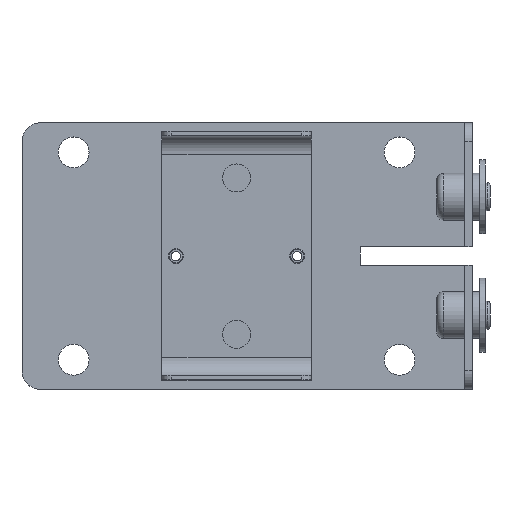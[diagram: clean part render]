
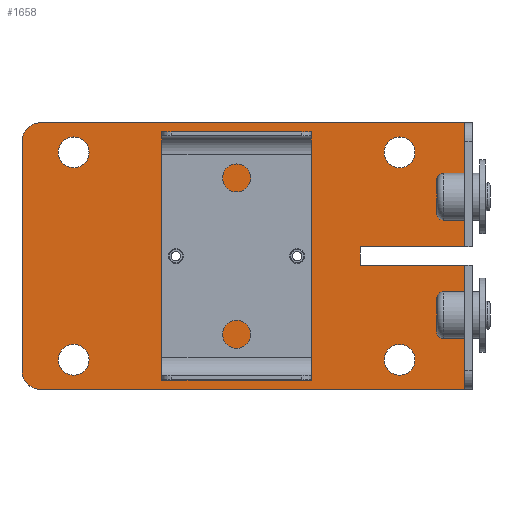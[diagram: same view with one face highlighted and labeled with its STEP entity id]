
A CAD part, top view. The second image highlights one B-rep face of the part: STEP entity #1658.
In plain terms, the highlighted planar face has unit normal (0, 0, 1).
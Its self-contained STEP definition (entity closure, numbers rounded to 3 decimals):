
#63=FACE_BOUND('',#265,.T.);
#64=FACE_BOUND('',#266,.T.);
#65=FACE_BOUND('',#267,.T.);
#66=FACE_BOUND('',#268,.T.);
#67=FACE_BOUND('',#269,.T.);
#68=FACE_BOUND('',#270,.T.);
#107=PLANE('',#1816);
#162=FACE_OUTER_BOUND('',#264,.T.);
#264=EDGE_LOOP('',(#1187,#1188,#1189,#1190,#1191,#1192,#1193,#1194,#1195,
#1196));
#265=EDGE_LOOP('',(#1197));
#266=EDGE_LOOP('',(#1198));
#267=EDGE_LOOP('',(#1199));
#268=EDGE_LOOP('',(#1200));
#269=EDGE_LOOP('',(#1201));
#270=EDGE_LOOP('',(#1202));
#403=LINE('',#2620,#523);
#408=LINE('',#2635,#528);
#414=LINE('',#2646,#534);
#417=LINE('',#2658,#537);
#418=LINE('',#2661,#538);
#419=LINE('',#2663,#539);
#420=LINE('',#2664,#540);
#421=LINE('',#2665,#541);
#523=VECTOR('',#2059,10.);
#528=VECTOR('',#2072,10.);
#534=VECTOR('',#2080,10.);
#537=VECTOR('',#2091,10.);
#538=VECTOR('',#2094,10.);
#539=VECTOR('',#2095,10.);
#540=VECTOR('',#2096,10.);
#541=VECTOR('',#2097,10.);
#637=CIRCLE('',#1798,0.5);
#639=CIRCLE('',#1801,0.5);
#645=CIRCLE('',#1814,2.);
#647=CIRCLE('',#1817,2.);
#648=CIRCLE('',#1818,1.65);
#649=CIRCLE('',#1819,1.65);
#650=CIRCLE('',#1820,1.65);
#651=CIRCLE('',#1821,1.65);
#751=VERTEX_POINT('',#2590);
#753=VERTEX_POINT('',#2596);
#761=VERTEX_POINT('',#2617);
#762=VERTEX_POINT('',#2619);
#767=VERTEX_POINT('',#2632);
#768=VERTEX_POINT('',#2634);
#772=VERTEX_POINT('',#2644);
#773=VERTEX_POINT('',#2648);
#774=VERTEX_POINT('',#2649);
#777=VERTEX_POINT('',#2657);
#778=VERTEX_POINT('',#2660);
#779=VERTEX_POINT('',#2662);
#780=VERTEX_POINT('',#2666);
#781=VERTEX_POINT('',#2668);
#782=VERTEX_POINT('',#2670);
#783=VERTEX_POINT('',#2672);
#909=EDGE_CURVE('',#751,#751,#637,.T.);
#912=EDGE_CURVE('',#753,#753,#639,.T.);
#923=EDGE_CURVE('',#762,#761,#403,.T.);
#930=EDGE_CURVE('',#768,#767,#408,.T.);
#936=EDGE_CURVE('',#767,#772,#414,.T.);
#937=EDGE_CURVE('',#773,#774,#645,.T.);
#941=EDGE_CURVE('',#773,#777,#417,.T.);
#942=EDGE_CURVE('',#768,#777,#647,.T.);
#943=EDGE_CURVE('',#772,#778,#418,.T.);
#944=EDGE_CURVE('',#778,#779,#419,.T.);
#945=EDGE_CURVE('',#779,#762,#420,.T.);
#946=EDGE_CURVE('',#761,#774,#421,.T.);
#947=EDGE_CURVE('',#780,#780,#648,.T.);
#948=EDGE_CURVE('',#781,#781,#649,.T.);
#949=EDGE_CURVE('',#782,#782,#650,.T.);
#950=EDGE_CURVE('',#783,#783,#651,.T.);
#1187=ORIENTED_EDGE('',*,*,#937,.F.);
#1188=ORIENTED_EDGE('',*,*,#941,.T.);
#1189=ORIENTED_EDGE('',*,*,#942,.F.);
#1190=ORIENTED_EDGE('',*,*,#930,.T.);
#1191=ORIENTED_EDGE('',*,*,#936,.T.);
#1192=ORIENTED_EDGE('',*,*,#943,.T.);
#1193=ORIENTED_EDGE('',*,*,#944,.T.);
#1194=ORIENTED_EDGE('',*,*,#945,.T.);
#1195=ORIENTED_EDGE('',*,*,#923,.T.);
#1196=ORIENTED_EDGE('',*,*,#946,.T.);
#1197=ORIENTED_EDGE('',*,*,#909,.T.);
#1198=ORIENTED_EDGE('',*,*,#912,.T.);
#1199=ORIENTED_EDGE('',*,*,#947,.T.);
#1200=ORIENTED_EDGE('',*,*,#948,.T.);
#1201=ORIENTED_EDGE('',*,*,#949,.T.);
#1202=ORIENTED_EDGE('',*,*,#950,.T.);
#1658=ADVANCED_FACE('',(#162,#63,#64,#65,#66,#67,#68),#107,.T.);
#1798=AXIS2_PLACEMENT_3D('',#2591,#2031,#2032);
#1801=AXIS2_PLACEMENT_3D('',#2597,#2038,#2039);
#1814=AXIS2_PLACEMENT_3D('',#2650,#2083,#2084);
#1816=AXIS2_PLACEMENT_3D('',#2656,#2089,#2090);
#1817=AXIS2_PLACEMENT_3D('',#2659,#2092,#2093);
#1818=AXIS2_PLACEMENT_3D('',#2667,#2098,#2099);
#1819=AXIS2_PLACEMENT_3D('',#2669,#2100,#2101);
#1820=AXIS2_PLACEMENT_3D('',#2671,#2102,#2103);
#1821=AXIS2_PLACEMENT_3D('',#2673,#2104,#2105);
#2031=DIRECTION('center_axis',(0.,0.,-1.));
#2032=DIRECTION('ref_axis',(-1.,0.,0.));
#2038=DIRECTION('center_axis',(0.,0.,-1.));
#2039=DIRECTION('ref_axis',(-1.,0.,0.));
#2059=DIRECTION('',(0.,1.,0.));
#2072=DIRECTION('',(1.,0.,0.));
#2080=DIRECTION('',(0.,1.,0.));
#2083=DIRECTION('center_axis',(0.,0.,-1.));
#2084=DIRECTION('ref_axis',(-0.707,0.707,0.));
#2089=DIRECTION('center_axis',(0.,0.,1.));
#2090=DIRECTION('ref_axis',(1.,0.,0.));
#2091=DIRECTION('',(0.,-1.,0.));
#2092=DIRECTION('center_axis',(0.,0.,-1.));
#2093=DIRECTION('ref_axis',(-0.707,-0.707,0.));
#2094=DIRECTION('',(-1.,0.,0.));
#2095=DIRECTION('',(0.,1.,0.));
#2096=DIRECTION('',(1.,0.,0.));
#2097=DIRECTION('',(-1.,0.,0.));
#2098=DIRECTION('center_axis',(0.,0.,-1.));
#2099=DIRECTION('ref_axis',(1.,0.,0.));
#2100=DIRECTION('center_axis',(0.,0.,-1.));
#2101=DIRECTION('ref_axis',(1.,0.,0.));
#2102=DIRECTION('center_axis',(0.,0.,-1.));
#2103=DIRECTION('ref_axis',(1.,0.,0.));
#2104=DIRECTION('center_axis',(0.,0.,-1.));
#2105=DIRECTION('ref_axis',(1.,0.,0.));
#2590=CARTESIAN_POINT('',(-7.13,0.,1.01));
#2591=CARTESIAN_POINT('Origin',(-7.63,0.,1.01));
#2596=CARTESIAN_POINT('',(5.87,0.,1.01));
#2597=CARTESIAN_POINT('Origin',(5.37,0.,1.01));
#2617=CARTESIAN_POINT('',(23.32,14.29,1.01));
#2619=CARTESIAN_POINT('',(23.32,1.,1.01));
#2620=CARTESIAN_POINT('',(23.32,7.145,1.01));
#2632=CARTESIAN_POINT('',(23.32,-14.29,1.01));
#2634=CARTESIAN_POINT('',(-22.13,-14.29,1.01));
#2635=CARTESIAN_POINT('',(-24.13,-14.29,1.01));
#2644=CARTESIAN_POINT('',(23.32,-1.,1.01));
#2646=CARTESIAN_POINT('',(23.32,-0.5,1.01));
#2648=CARTESIAN_POINT('',(-24.13,12.29,1.01));
#2649=CARTESIAN_POINT('',(-22.13,14.29,1.01));
#2650=CARTESIAN_POINT('Origin',(-22.13,12.29,1.01));
#2656=CARTESIAN_POINT('Origin',(0.,0.,1.01));
#2657=CARTESIAN_POINT('',(-24.13,-12.29,1.01));
#2658=CARTESIAN_POINT('',(-24.13,14.29,1.01));
#2659=CARTESIAN_POINT('Origin',(-22.13,-12.29,1.01));
#2660=CARTESIAN_POINT('',(12.13,-1.,1.01));
#2661=CARTESIAN_POINT('',(12.13,-1.,1.01));
#2662=CARTESIAN_POINT('',(12.13,1.,1.01));
#2663=CARTESIAN_POINT('',(12.13,1.,1.01));
#2664=CARTESIAN_POINT('',(24.13,1.,1.01));
#2665=CARTESIAN_POINT('',(24.13,14.29,1.01));
#2666=CARTESIAN_POINT('',(14.69,-11.115,1.01));
#2667=CARTESIAN_POINT('Origin',(16.34,-11.115,1.01));
#2668=CARTESIAN_POINT('',(-20.24,11.115,1.01));
#2669=CARTESIAN_POINT('Origin',(-18.59,11.115,1.01));
#2670=CARTESIAN_POINT('',(-20.24,-11.115,1.01));
#2671=CARTESIAN_POINT('Origin',(-18.59,-11.115,1.01));
#2672=CARTESIAN_POINT('',(14.69,11.115,1.01));
#2673=CARTESIAN_POINT('Origin',(16.34,11.115,1.01));
